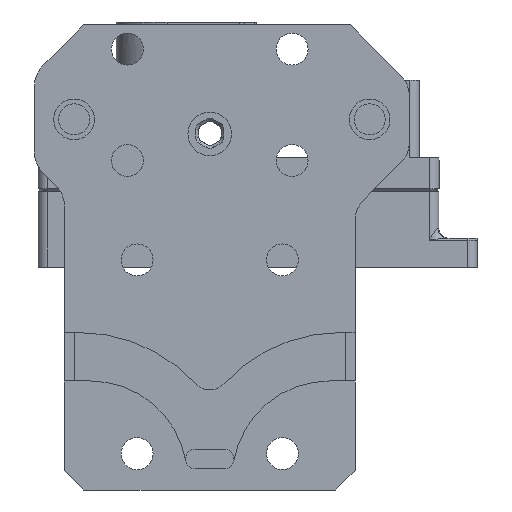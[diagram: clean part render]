
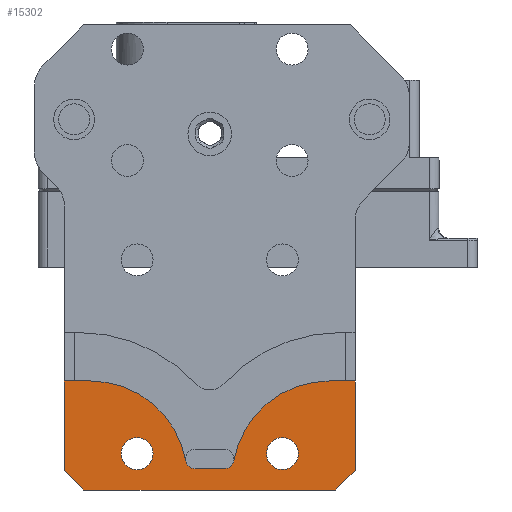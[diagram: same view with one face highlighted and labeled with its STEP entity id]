
A CAD part, front view. The second image highlights one B-rep face of the part: STEP entity #15302.
In plain terms, the highlighted planar face has unit normal (0, -1, 0).
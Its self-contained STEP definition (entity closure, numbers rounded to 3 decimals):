
#259 = DIRECTION ( 'NONE',  ( 0., -1., 0. ) ) ;
#305 = EDGE_CURVE ( 'NONE', #3055, #16813, #14808, .T. ) ;
#320 = VECTOR ( 'NONE', #14671, 1000. ) ;
#410 = DIRECTION ( 'NONE',  ( 0., 1., 0. ) ) ;
#413 = ORIENTED_EDGE ( 'NONE', *, *, #1414, .F. ) ;
#536 = CARTESIAN_POINT ( 'NONE',  ( -15., 0., -34.25 ) ) ;
#667 = DIRECTION ( 'NONE',  ( 0., 0., 1. ) ) ;
#765 = EDGE_CURVE ( 'NONE', #10603, #13387, #10680, .T. ) ;
#1005 = EDGE_CURVE ( 'NONE', #6639, #11843, #9017, .T. ) ;
#1042 = ORIENTED_EDGE ( 'NONE', *, *, #765, .F. ) ;
#1059 = VECTOR ( 'NONE', #7159, 1000. ) ;
#1197 = CIRCLE ( 'NONE', #14186, 1.65 ) ;
#1233 = CARTESIAN_POINT ( 'NONE',  ( -7.5, 0., -30.85 ) ) ;
#1414 = EDGE_CURVE ( 'NONE', #16813, #2306, #11442, .T. ) ;
#1539 = EDGE_CURVE ( 'NONE', #4777, #13091, #11032, .T. ) ;
#1563 = EDGE_CURVE ( 'NONE', #18279, #13614, #5824, .T. ) ;
#1574 = ORIENTED_EDGE ( 'NONE', *, *, #9120, .F. ) ;
#1734 = CARTESIAN_POINT ( 'NONE',  ( 0., 0., 0. ) ) ;
#1781 = CIRCLE ( 'NONE', #18106, 10. ) ;
#1803 = CIRCLE ( 'NONE', #3615, 1.65 ) ;
#1835 = DIRECTION ( 'NONE',  ( 0., 0., 1. ) ) ;
#1870 = VECTOR ( 'NONE', #1835, 1000. ) ;
#2142 = CARTESIAN_POINT ( 'NONE',  ( 15., 0., -34.25 ) ) ;
#2306 = VERTEX_POINT ( 'NONE', #17521 ) ;
#2429 = EDGE_CURVE ( 'NONE', #16368, #2306, #1781, .T. ) ;
#2567 = VERTEX_POINT ( 'NONE', #7148 ) ;
#2572 = CIRCLE ( 'NONE', #4975, 1. ) ;
#2702 = CARTESIAN_POINT ( 'NONE',  ( 12.326, 0., -25. ) ) ;
#2778 = EDGE_CURVE ( 'NONE', #13387, #10603, #1197, .T. ) ;
#3055 = VERTEX_POINT ( 'NONE', #16915 ) ;
#3162 = CARTESIAN_POINT ( 'NONE',  ( -2.484, 0., -33.227 ) ) ;
#3210 = ORIENTED_EDGE ( 'NONE', *, *, #6082, .F. ) ;
#3350 = CARTESIAN_POINT ( 'NONE',  ( -15., 0., -36.25 ) ) ;
#3369 = DIRECTION ( 'NONE',  ( 0.707, 0., 0.707 ) ) ;
#3512 = DIRECTION ( 'NONE',  ( 1., 0., 0. ) ) ;
#3615 = AXIS2_PLACEMENT_3D ( 'NONE', #8732, #18584, #14417 ) ;
#3822 = ORIENTED_EDGE ( 'NONE', *, *, #16097, .T. ) ;
#4147 = DIRECTION ( 'NONE',  ( 0., -1., 0. ) ) ;
#4312 = DIRECTION ( 'NONE',  ( 0., 0., 1. ) ) ;
#4468 = VECTOR ( 'NONE', #12332, 1000. ) ;
#4471 = EDGE_CURVE ( 'NONE', #3055, #9510, #4692, .T. ) ;
#4692 = LINE ( 'NONE', #536, #15656 ) ;
#4730 = CARTESIAN_POINT ( 'NONE',  ( -7.5, 0., -34.15 ) ) ;
#4751 = ORIENTED_EDGE ( 'NONE', *, *, #2778, .F. ) ;
#4764 = LINE ( 'NONE', #3350, #4468 ) ;
#4777 = VERTEX_POINT ( 'NONE', #2702 ) ;
#4975 = AXIS2_PLACEMENT_3D ( 'NONE', #13368, #410, #11964 ) ;
#5373 = EDGE_CURVE ( 'NONE', #12280, #13614, #17423, .T. ) ;
#5623 = VECTOR ( 'NONE', #11221, 1000. ) ;
#5819 = DIRECTION ( 'NONE',  ( 0., 0., 1. ) ) ;
#5824 = LINE ( 'NONE', #14837, #18049 ) ;
#5944 = EDGE_LOOP ( 'NONE', ( #13031, #10505, #17417, #3822, #7991, #16314, #413, #8419, #9138, #1574, #16411, #5992 ) ) ;
#5992 = ORIENTED_EDGE ( 'NONE', *, *, #5373, .F. ) ;
#6082 = EDGE_CURVE ( 'NONE', #11843, #6639, #1803, .T. ) ;
#6603 = CARTESIAN_POINT ( 'NONE',  ( 7.5, 0., -32.5 ) ) ;
#6639 = VERTEX_POINT ( 'NONE', #1233 ) ;
#6865 = CARTESIAN_POINT ( 'NONE',  ( 15., 0., -25. ) ) ;
#6962 = CARTESIAN_POINT ( 'NONE',  ( 1.5, 0., -33.05 ) ) ;
#7074 = DIRECTION ( 'NONE',  ( 0., 0., 1. ) ) ;
#7148 = CARTESIAN_POINT ( 'NONE',  ( -1.5, 0., -34.05 ) ) ;
#7159 = DIRECTION ( 'NONE',  ( 1., 0., 0. ) ) ;
#7377 = CARTESIAN_POINT ( 'NONE',  ( 7.5, 0., -34.15 ) ) ;
#7438 = DIRECTION ( 'NONE',  ( 0., 0., 1. ) ) ;
#7581 = FACE_OUTER_BOUND ( 'NONE', #5944, .T. ) ;
#7967 = AXIS2_PLACEMENT_3D ( 'NONE', #17418, #17319, #14101 ) ;
#7991 = ORIENTED_EDGE ( 'NONE', *, *, #15338, .T. ) ;
#8158 = LINE ( 'NONE', #8248, #17191 ) ;
#8201 = CARTESIAN_POINT ( 'NONE',  ( -15., 0., -25. ) ) ;
#8248 = CARTESIAN_POINT ( 'NONE',  ( 13.5, 0., -25. ) ) ;
#8249 = AXIS2_PLACEMENT_3D ( 'NONE', #6603, #10979, #667 ) ;
#8419 = ORIENTED_EDGE ( 'NONE', *, *, #305, .F. ) ;
#8732 = CARTESIAN_POINT ( 'NONE',  ( -7.5, 0., -32.5 ) ) ;
#8989 = AXIS2_PLACEMENT_3D ( 'NONE', #6962, #11434, #5819 ) ;
#9017 = CIRCLE ( 'NONE', #7967, 1.65 ) ;
#9120 = EDGE_CURVE ( 'NONE', #18279, #9510, #4764, .T. ) ;
#9131 = EDGE_CURVE ( 'NONE', #4777, #12280, #8158, .T. ) ;
#9138 = ORIENTED_EDGE ( 'NONE', *, *, #4471, .T. ) ;
#9510 = VERTEX_POINT ( 'NONE', #15625 ) ;
#10487 = DIRECTION ( 'NONE',  ( 0.707, 0., -0.707 ) ) ;
#10505 = ORIENTED_EDGE ( 'NONE', *, *, #1539, .T. ) ;
#10603 = VERTEX_POINT ( 'NONE', #7377 ) ;
#10680 = CIRCLE ( 'NONE', #8249, 1.65 ) ;
#10781 = ORIENTED_EDGE ( 'NONE', *, *, #1005, .F. ) ;
#10979 = DIRECTION ( 'NONE',  ( 0., -1., 0. ) ) ;
#11032 = CIRCLE ( 'NONE', #12297, 10. ) ;
#11221 = DIRECTION ( 'NONE',  ( -1., 0., 0. ) ) ;
#11434 = DIRECTION ( 'NONE',  ( 0., 1., 0. ) ) ;
#11442 = LINE ( 'NONE', #17208, #1059 ) ;
#11843 = VERTEX_POINT ( 'NONE', #4730 ) ;
#11933 = CARTESIAN_POINT ( 'NONE',  ( 15., 0., -36.25 ) ) ;
#11964 = DIRECTION ( 'NONE',  ( 0., 0., 1. ) ) ;
#12280 = VERTEX_POINT ( 'NONE', #6865 ) ;
#12297 = AXIS2_PLACEMENT_3D ( 'NONE', #13407, #16162, #7438 ) ;
#12332 = DIRECTION ( 'NONE',  ( -1., 0., 0. ) ) ;
#12731 = LINE ( 'NONE', #13598, #5623 ) ;
#12960 = VERTEX_POINT ( 'NONE', #13267 ) ;
#13031 = ORIENTED_EDGE ( 'NONE', *, *, #9131, .F. ) ;
#13091 = VERTEX_POINT ( 'NONE', #15809 ) ;
#13254 = EDGE_LOOP ( 'NONE', ( #10781, #3210 ) ) ;
#13267 = CARTESIAN_POINT ( 'NONE',  ( 1.5, 0., -34.05 ) ) ;
#13368 = CARTESIAN_POINT ( 'NONE',  ( -1.5, 0., -33.05 ) ) ;
#13387 = VERTEX_POINT ( 'NONE', #17214 ) ;
#13407 = CARTESIAN_POINT ( 'NONE',  ( 12.326, 0., -35. ) ) ;
#13553 = FACE_BOUND ( 'NONE', #13254, .T. ) ;
#13598 = CARTESIAN_POINT ( 'NONE',  ( 1.5, 0., -34.05 ) ) ;
#13614 = VERTEX_POINT ( 'NONE', #2142 ) ;
#13828 = CIRCLE ( 'NONE', #8989, 1. ) ;
#14059 = AXIS2_PLACEMENT_3D ( 'NONE', #1734, #17827, #3512 ) ;
#14101 = DIRECTION ( 'NONE',  ( 0., 0., 1. ) ) ;
#14186 = AXIS2_PLACEMENT_3D ( 'NONE', #17220, #4147, #7074 ) ;
#14417 = DIRECTION ( 'NONE',  ( 0., 0., 1. ) ) ;
#14671 = DIRECTION ( 'NONE',  ( 0., 0., -1. ) ) ;
#14808 = LINE ( 'NONE', #17742, #1870 ) ;
#14837 = CARTESIAN_POINT ( 'NONE',  ( 13., 0., -36.25 ) ) ;
#14883 = PLANE ( 'NONE',  #14059 ) ;
#15302 = ADVANCED_FACE ( 'NONE', ( #13553, #16484, #7581 ), #14883, .F. ) ;
#15338 = EDGE_CURVE ( 'NONE', #2567, #16368, #2572, .T. ) ;
#15364 = DIRECTION ( 'NONE',  ( 1., 0., 0. ) ) ;
#15625 = CARTESIAN_POINT ( 'NONE',  ( -13., 0., -36.25 ) ) ;
#15656 = VECTOR ( 'NONE', #10487, 1000. ) ;
#15773 = CARTESIAN_POINT ( 'NONE',  ( -12.326, 0., -35. ) ) ;
#15809 = CARTESIAN_POINT ( 'NONE',  ( 2.484, 0., -33.227 ) ) ;
#16014 = EDGE_LOOP ( 'NONE', ( #4751, #1042 ) ) ;
#16097 = EDGE_CURVE ( 'NONE', #12960, #2567, #12731, .T. ) ;
#16162 = DIRECTION ( 'NONE',  ( 0., -1., 0. ) ) ;
#16314 = ORIENTED_EDGE ( 'NONE', *, *, #2429, .T. ) ;
#16368 = VERTEX_POINT ( 'NONE', #3162 ) ;
#16411 = ORIENTED_EDGE ( 'NONE', *, *, #1563, .T. ) ;
#16484 = FACE_BOUND ( 'NONE', #16014, .T. ) ;
#16813 = VERTEX_POINT ( 'NONE', #8201 ) ;
#16915 = CARTESIAN_POINT ( 'NONE',  ( -15., 0., -34.25 ) ) ;
#17061 = CARTESIAN_POINT ( 'NONE',  ( 13., 0., -36.25 ) ) ;
#17191 = VECTOR ( 'NONE', #15364, 1000. ) ;
#17208 = CARTESIAN_POINT ( 'NONE',  ( -15., 0., -25. ) ) ;
#17214 = CARTESIAN_POINT ( 'NONE',  ( 7.5, 0., -30.85 ) ) ;
#17220 = CARTESIAN_POINT ( 'NONE',  ( 7.5, 0., -32.5 ) ) ;
#17319 = DIRECTION ( 'NONE',  ( 0., -1., 0. ) ) ;
#17378 = EDGE_CURVE ( 'NONE', #13091, #12960, #13828, .T. ) ;
#17417 = ORIENTED_EDGE ( 'NONE', *, *, #17378, .T. ) ;
#17418 = CARTESIAN_POINT ( 'NONE',  ( -7.5, 0., -32.5 ) ) ;
#17423 = LINE ( 'NONE', #11933, #320 ) ;
#17521 = CARTESIAN_POINT ( 'NONE',  ( -12.326, 0., -25. ) ) ;
#17742 = CARTESIAN_POINT ( 'NONE',  ( -15., 0., -36.25 ) ) ;
#17827 = DIRECTION ( 'NONE',  ( 0., 1., 0. ) ) ;
#18049 = VECTOR ( 'NONE', #3369, 1000. ) ;
#18106 = AXIS2_PLACEMENT_3D ( 'NONE', #15773, #259, #4312 ) ;
#18279 = VERTEX_POINT ( 'NONE', #17061 ) ;
#18584 = DIRECTION ( 'NONE',  ( 0., -1., 0. ) ) ;
